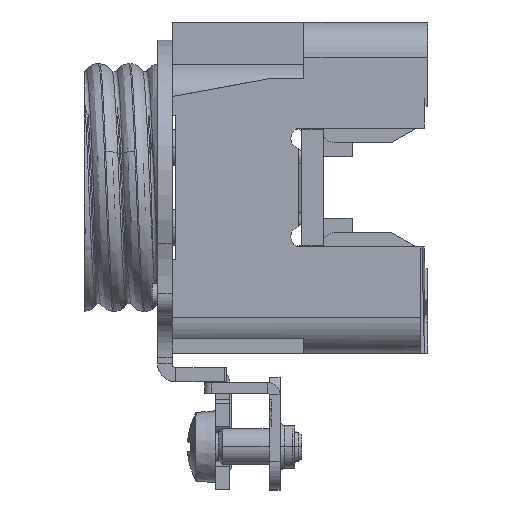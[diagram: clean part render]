
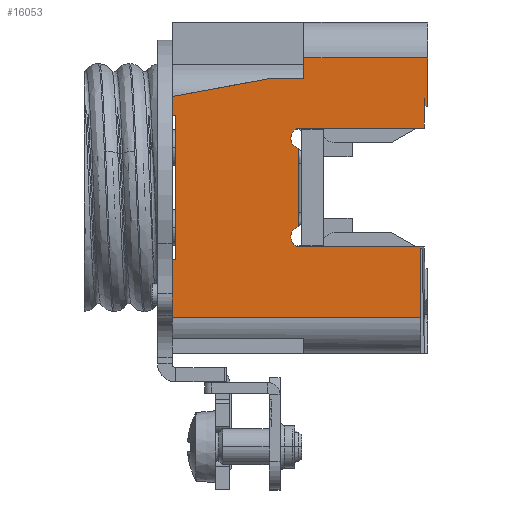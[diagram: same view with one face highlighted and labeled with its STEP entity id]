
A CAD part, left-side view. The second image highlights one B-rep face of the part: STEP entity #16053.
In plain terms, the highlighted face is planar.
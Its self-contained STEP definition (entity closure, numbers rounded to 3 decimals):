
#11070=DIRECTION('',(-1.,0.,0.));
#11071=VECTOR('',#11070,8.);
#11072=CARTESIAN_POINT('',(-10.,35.5,23.));
#11073=LINE('',#11072,#11071);
#11115=DIRECTION('',(0.,-1.,0.));
#11116=VECTOR('',#11115,34.5);
#11117=CARTESIAN_POINT('',(-18.,35.5,23.));
#11118=LINE('',#11117,#11116);
#11136=CARTESIAN_POINT('',(6.836,17.5,23.));
#11137=DIRECTION('',(0.,0.,1.));
#11138=DIRECTION('',(0.943,0.333,0.));
#11139=AXIS2_PLACEMENT_3D('',#11136,#11137,#11138);
#11144=CARTESIAN_POINT('',(-6.836,17.5,23.));
#11145=DIRECTION('',(0.,0.,1.));
#11146=DIRECTION('',(0.943,0.333,0.));
#11147=AXIS2_PLACEMENT_3D('',#11144,#11145,#11146);
#11152=DIRECTION('',(0.,-1.,0.));
#11153=VECTOR('',#11152,17.);
#11154=CARTESIAN_POINT('',(-8.25,18.,23.));
#11155=LINE('',#11154,#11153);
#11159=DIRECTION('',(-1.,0.,0.));
#11160=VECTOR('',#11159,9.75);
#11161=CARTESIAN_POINT('',(-8.25,1.,23.));
#11162=LINE('',#11161,#11160);
#11166=DIRECTION('',(0.,1.,0.));
#11167=VECTOR('',#11166,0.5);
#11168=CARTESIAN_POINT('',(10.,35.,23.));
#11169=LINE('',#11168,#11167);
#11173=DIRECTION('',(0.181,-0.983,0.));
#11174=VECTOR('',#11173,13.727);
#11175=CARTESIAN_POINT('',(12.647,35.5,23.));
#11176=LINE('',#11175,#11174);
#11180=DIRECTION('',(-1.,0.,0.));
#11181=VECTOR('',#11180,6.705);
#11182=CARTESIAN_POINT('',(18.,0.,23.));
#11183=LINE('',#11182,#11181);
#11187=DIRECTION('',(1.,-0.022,0.));
#11188=VECTOR('',#11187,3.045);
#11189=CARTESIAN_POINT('',(8.25,0.468,23.));
#11190=LINE('',#11189,#11188);
#11239=DIRECTION('',(0.,-1.,0.));
#11240=VECTOR('',#11239,0.4);
#11241=CARTESIAN_POINT('',(11.295,0.4,23.));
#11242=LINE('',#11241,#11240);
#11361=DIRECTION('',(-1.,0.,0.));
#11362=VECTOR('',#11361,2.864);
#11363=CARTESIAN_POINT('',(18.,17.2,23.));
#11364=LINE('',#11363,#11362);
#11473=DIRECTION('',(0.,1.,0.));
#11474=VECTOR('',#11473,4.8);
#11475=CARTESIAN_POINT('',(15.136,17.2,23.));
#11476=LINE('',#11475,#11474);
#11517=DIRECTION('',(-1.,0.,0.));
#11518=VECTOR('',#11517,2.647);
#11519=CARTESIAN_POINT('',(12.647,35.5,23.));
#11520=LINE('',#11519,#11518);
#11554=DIRECTION('',(-1.,0.,0.));
#11555=VECTOR('',#11554,20.);
#11556=CARTESIAN_POINT('',(10.,35.,23.));
#11557=LINE('',#11556,#11555);
#11583=DIRECTION('',(0.,1.,0.));
#11584=VECTOR('',#11583,0.5);
#11585=CARTESIAN_POINT('',(-10.,35.,23.));
#11586=LINE('',#11585,#11584);
#12429=DIRECTION('',(0.,1.,0.));
#12430=VECTOR('',#12429,17.2);
#12431=CARTESIAN_POINT('',(18.,0.,23.));
#12432=LINE('',#12431,#12430);
#12575=DIRECTION('',(0.,-1.,0.));
#12576=VECTOR('',#12575,17.532);
#12577=CARTESIAN_POINT('',(8.25,18.,23.));
#12578=LINE('',#12577,#12576);
#13174=DIRECTION('',(1.,0.,0.));
#13175=VECTOR('',#13174,10.843);
#13176=CARTESIAN_POINT('',(-5.422,18.,23.));
#13177=LINE('',#13176,#13175);
#14764=CARTESIAN_POINT('',(11.295,0.,23.));
#14765=VERTEX_POINT('',#14764);
#14766=CARTESIAN_POINT('',(18.,0.,23.));
#14767=VERTEX_POINT('',#14766);
#14820=CARTESIAN_POINT('',(-8.25,1.,23.));
#14821=VERTEX_POINT('',#14820);
#14822=CARTESIAN_POINT('',(-8.25,18.,23.));
#14823=VERTEX_POINT('',#14822);
#14861=CARTESIAN_POINT('',(8.25,0.468,23.));
#14863=VERTEX_POINT('',#14861);
#14878=CARTESIAN_POINT('',(8.25,18.,23.));
#14879=VERTEX_POINT('',#14878);
#14896=CARTESIAN_POINT('',(11.295,0.4,23.));
#14897=VERTEX_POINT('',#14896);
#14910=CARTESIAN_POINT('',(5.422,18.,23.));
#14911=VERTEX_POINT('',#14910);
#14912=CARTESIAN_POINT('',(-5.422,18.,23.));
#14913=VERTEX_POINT('',#14912);
#14914=CARTESIAN_POINT('',(-18.,1.,23.));
#14915=VERTEX_POINT('',#14914);
#14916=CARTESIAN_POINT('',(-18.,35.5,23.));
#14917=VERTEX_POINT('',#14916);
#14918=CARTESIAN_POINT('',(-10.,35.5,23.));
#14919=VERTEX_POINT('',#14918);
#14920=CARTESIAN_POINT('',(-10.,35.,23.));
#14921=VERTEX_POINT('',#14920);
#14922=CARTESIAN_POINT('',(10.,35.,23.));
#14923=VERTEX_POINT('',#14922);
#14924=CARTESIAN_POINT('',(10.,35.5,23.));
#14925=VERTEX_POINT('',#14924);
#14926=CARTESIAN_POINT('',(12.647,35.5,23.));
#14927=VERTEX_POINT('',#14926);
#14928=CARTESIAN_POINT('',(15.136,22.,23.));
#14929=VERTEX_POINT('',#14928);
#14930=CARTESIAN_POINT('',(15.136,17.2,23.));
#14931=VERTEX_POINT('',#14930);
#14932=CARTESIAN_POINT('',(18.,17.2,23.));
#14933=VERTEX_POINT('',#14932);
#16011=CARTESIAN_POINT('',(-23.,0.,23.));
#16012=DIRECTION('',(0.,0.,1.));
#16013=DIRECTION('',(1.,0.,0.));
#16014=AXIS2_PLACEMENT_3D('',#16011,#16012,#16013);
#16015=PLANE('',#16014);
#16017=ORIENTED_EDGE('',*,*,#16016,.F.);
#16019=ORIENTED_EDGE('',*,*,#16018,.F.);
#16021=ORIENTED_EDGE('',*,*,#16020,.T.);
#16023=ORIENTED_EDGE('',*,*,#16022,.F.);
#16025=ORIENTED_EDGE('',*,*,#16024,.T.);
#16026=ORIENTED_EDGE('',*,*,#15620,.T.);
#16028=ORIENTED_EDGE('',*,*,#16027,.T.);
#16029=ORIENTED_EDGE('',*,*,#15993,.F.);
#16030=ORIENTED_EDGE('',*,*,#15945,.F.);
#16032=ORIENTED_EDGE('',*,*,#16031,.F.);
#16034=ORIENTED_EDGE('',*,*,#16033,.F.);
#16036=ORIENTED_EDGE('',*,*,#16035,.T.);
#16038=ORIENTED_EDGE('',*,*,#16037,.F.);
#16040=ORIENTED_EDGE('',*,*,#16039,.T.);
#16042=ORIENTED_EDGE('',*,*,#16041,.F.);
#16044=ORIENTED_EDGE('',*,*,#16043,.F.);
#16046=ORIENTED_EDGE('',*,*,#16045,.F.);
#16048=ORIENTED_EDGE('',*,*,#16047,.T.);
#16050=ORIENTED_EDGE('',*,*,#16049,.F.);
#16051=EDGE_LOOP('',(#16017,#16019,#16021,#16023,#16025,#16026,#16028,#16029,
#16030,#16032,#16034,#16036,#16038,#16040,#16042,#16044,#16046,#16048,#16050));
#16052=FACE_OUTER_BOUND('',#16051,.F.);
#11140=CIRCLE('',#11139,1.5);
#11148=CIRCLE('',#11147,1.5);
#15620=EDGE_CURVE('',#14823,#14821,#11155,.T.);
#15945=EDGE_CURVE('',#14919,#14917,#11073,.T.);
#15993=EDGE_CURVE('',#14917,#14915,#11118,.T.);
#16016=EDGE_CURVE('',#14863,#14897,#11190,.T.);
#16018=EDGE_CURVE('',#14879,#14863,#12578,.T.);
#16020=EDGE_CURVE('',#14879,#14911,#11140,.T.);
#16022=EDGE_CURVE('',#14913,#14911,#13177,.T.);
#16024=EDGE_CURVE('',#14913,#14823,#11148,.T.);
#16027=EDGE_CURVE('',#14821,#14915,#11162,.T.);
#16031=EDGE_CURVE('',#14921,#14919,#11586,.T.);
#16033=EDGE_CURVE('',#14923,#14921,#11557,.T.);
#16035=EDGE_CURVE('',#14923,#14925,#11169,.T.);
#16037=EDGE_CURVE('',#14927,#14925,#11520,.T.);
#16039=EDGE_CURVE('',#14927,#14929,#11176,.T.);
#16041=EDGE_CURVE('',#14931,#14929,#11476,.T.);
#16043=EDGE_CURVE('',#14933,#14931,#11364,.T.);
#16045=EDGE_CURVE('',#14767,#14933,#12432,.T.);
#16047=EDGE_CURVE('',#14767,#14765,#11183,.T.);
#16049=EDGE_CURVE('',#14897,#14765,#11242,.T.);
#16053=ADVANCED_FACE('',(#16052),#16015,.T.);
